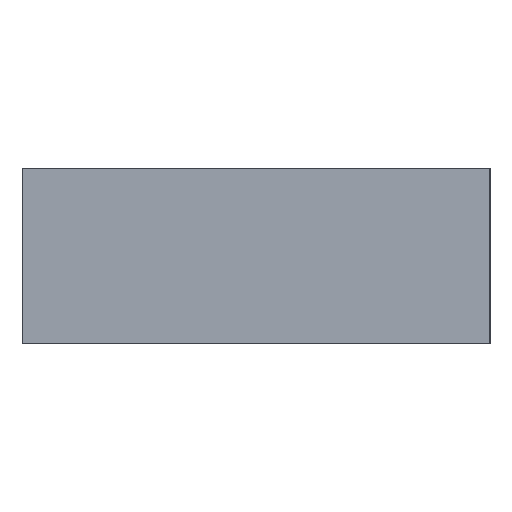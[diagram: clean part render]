
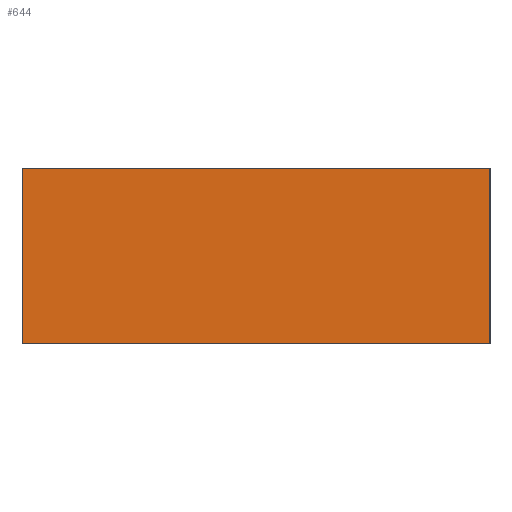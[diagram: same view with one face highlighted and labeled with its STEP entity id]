
A CAD part, left-side view. The second image highlights one B-rep face of the part: STEP entity #644.
In plain terms, the highlighted planar face has unit normal (-1, 0, 0).
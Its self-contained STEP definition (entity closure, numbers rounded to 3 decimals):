
#116=ORIENTED_EDGE('',*,*,#247,.F.);
#117=ORIENTED_EDGE('',*,*,#246,.F.);
#118=ORIENTED_EDGE('',*,*,#248,.T.);
#119=ORIENTED_EDGE('',*,*,#249,.T.);
#246=EDGE_CURVE('',#317,#316,#386,.T.);
#247=EDGE_CURVE('',#316,#318,#387,.T.);
#248=EDGE_CURVE('',#317,#319,#388,.T.);
#249=EDGE_CURVE('',#319,#318,#389,.T.);
#316=VERTEX_POINT('',#1019);
#317=VERTEX_POINT('',#1021);
#318=VERTEX_POINT('',#1025);
#319=VERTEX_POINT('',#1027);
#386=LINE('',#1022,#470);
#387=LINE('',#1024,#471);
#388=LINE('',#1026,#472);
#389=LINE('',#1028,#473);
#470=VECTOR('',#844,1000.);
#471=VECTOR('',#847,1000.);
#472=VECTOR('',#848,1000.);
#473=VECTOR('',#849,1000.);
#530=EDGE_LOOP('',(#116,#117,#118,#119));
#568=FACE_BOUND('',#530,.T.);
#606=PLANE('',#740);
#644=ADVANCED_FACE('',(#568),#606,.T.);
#740=AXIS2_PLACEMENT_3D('',#1023,#845,#846);
#844=DIRECTION('',(0.,1.,0.));
#845=DIRECTION('',(-1.,0.,0.));
#846=DIRECTION('',(0.,0.,1.));
#847=DIRECTION('',(0.,0.,1.));
#848=DIRECTION('',(0.,0.,1.));
#849=DIRECTION('',(0.,1.,0.));
#1019=CARTESIAN_POINT('',(-0.8,0.4,0.));
#1021=CARTESIAN_POINT('',(-0.8,-0.4,0.));
#1022=CARTESIAN_POINT('',(-0.8,-0.4,0.));
#1023=CARTESIAN_POINT('',(-0.8,-0.4,0.));
#1024=CARTESIAN_POINT('',(-0.8,0.4,0.));
#1025=CARTESIAN_POINT('',(-0.8,0.4,0.3));
#1026=CARTESIAN_POINT('',(-0.8,-0.4,0.));
#1027=CARTESIAN_POINT('',(-0.8,-0.4,0.3));
#1028=CARTESIAN_POINT('',(-0.8,-0.4,0.3));
